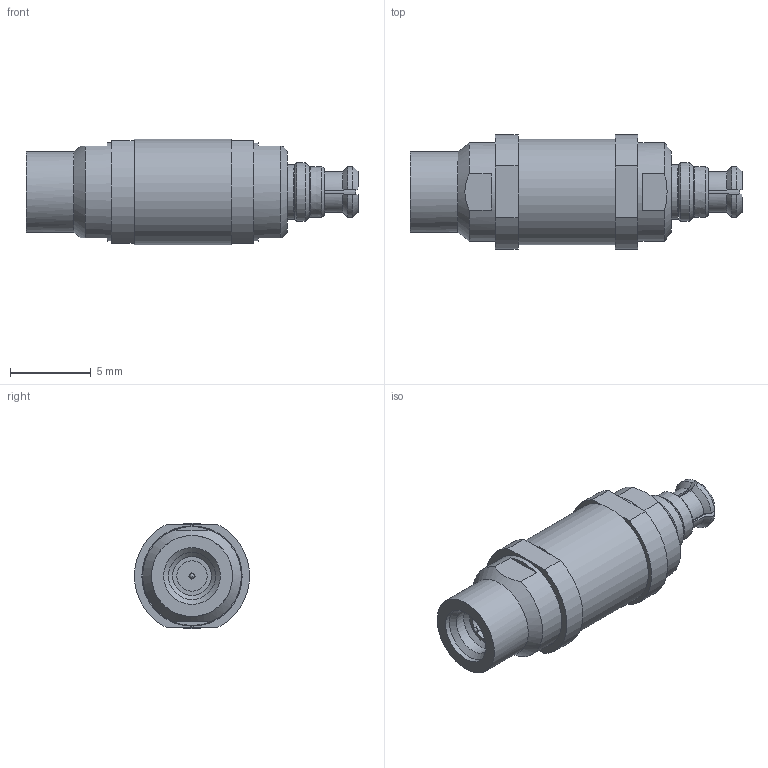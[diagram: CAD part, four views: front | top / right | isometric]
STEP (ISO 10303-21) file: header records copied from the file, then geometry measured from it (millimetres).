
FILE_DESCRIPTION (( 'STEP AP203' ), '1' );
FILE_NAME ('SA10P2W-30_3D.step', '2021-07-09T14:53:51', ( '' ), ( '' ), 'SwSTEP 2.0', 'SolidWorks 2020', '' );
FILE_SCHEMA (( 'CONFIG_CONTROL_DESIGN' ));
Length unit declared in the file: inch
Products named in the file (1): SA10P2W-30_3D
Bounding box: 20.5 x 7.09 x 6.52 mm (x, y, z)
Surface area: 565.7 mm2 (no closed solid volume)
Topology: 0 solids, 2 shells, 146 faces, 370 edges, 228 vertices
Faces by surface type: plane 76, cylinder 51, cone 18, bspline 1
Full cylindrical faces by diameter (mm): 0.32 x2, 0.371 x1, 0.574 x2, 1.778 x1, 1.88 x1, 2.896 x1, 3.384 x1, 3.505 x1, 5 x1, 6.096 x2, 6.198 x2, 6.54 x1
Entity records: 4362 total; most frequent: CARTESIAN_POINT 931, DIRECTION 718, ORIENTED_EDGE 677, EDGE_CURVE 339, AXIS2_PLACEMENT_3D 289, VERTEX_POINT 218, EDGE_LOOP 180, FACE_OUTER_BOUND 162
